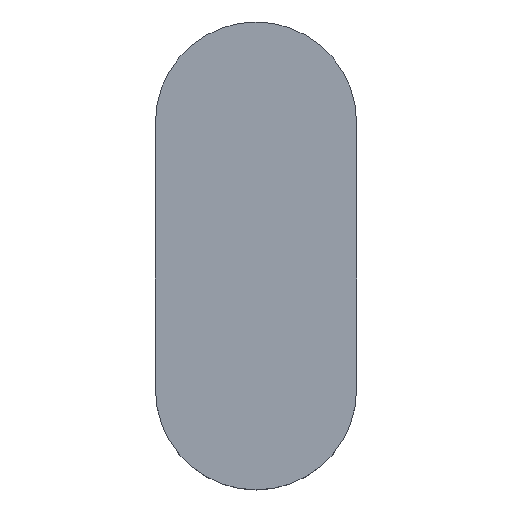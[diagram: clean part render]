
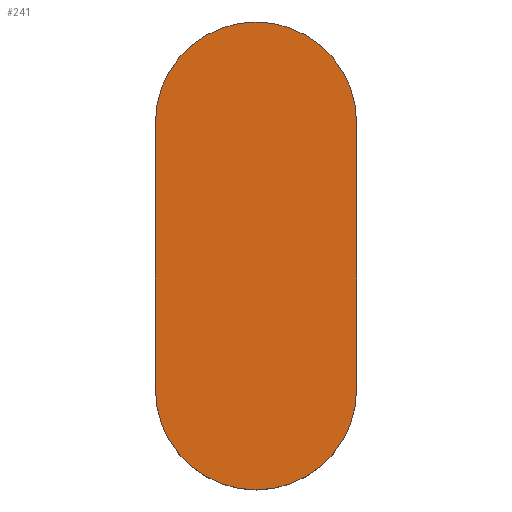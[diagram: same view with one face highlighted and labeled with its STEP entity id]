
A CAD part, top view. The second image highlights one B-rep face of the part: STEP entity #241.
In plain terms, the highlighted planar face has unit normal (0, 0, 1).
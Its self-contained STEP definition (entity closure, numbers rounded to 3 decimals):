
#21=PLANE('',#272);
#35=LINE('',#401,#53);
#39=LINE('',#413,#57);
#53=VECTOR('',#328,10.);
#57=VECTOR('',#340,10.);
#78=FACE_OUTER_BOUND('',#93,.T.);
#93=EDGE_LOOP('',(#214,#215,#216,#217));
#107=CIRCLE('',#267,2.);
#109=CIRCLE('',#271,2.);
#124=VERTEX_POINT('',#398);
#125=VERTEX_POINT('',#400);
#127=VERTEX_POINT('',#406);
#129=VERTEX_POINT('',#412);
#152=EDGE_CURVE('',#125,#124,#35,.T.);
#155=EDGE_CURVE('',#127,#125,#107,.T.);
#158=EDGE_CURVE('',#129,#127,#39,.T.);
#161=EDGE_CURVE('',#124,#129,#109,.T.);
#214=ORIENTED_EDGE('',*,*,#161,.T.);
#215=ORIENTED_EDGE('',*,*,#158,.T.);
#216=ORIENTED_EDGE('',*,*,#155,.T.);
#217=ORIENTED_EDGE('',*,*,#152,.T.);
#241=ADVANCED_FACE('',(#78),#21,.T.);
#267=AXIS2_PLACEMENT_3D('',#407,#334,#335);
#271=AXIS2_PLACEMENT_3D('',#417,#346,#347);
#272=AXIS2_PLACEMENT_3D('',#418,#348,#349);
#328=DIRECTION('',(0.,1.,0.));
#334=DIRECTION('center_axis',(0.,0.,1.));
#335=DIRECTION('ref_axis',(-1.,0.,0.));
#340=DIRECTION('',(0.,-1.,0.));
#346=DIRECTION('center_axis',(0.,0.,1.));
#347=DIRECTION('ref_axis',(1.,0.,0.));
#348=DIRECTION('center_axis',(0.,0.,1.));
#349=DIRECTION('ref_axis',(-1.,0.,0.));
#398=CARTESIAN_POINT('',(30.,18.65,1.85));
#400=CARTESIAN_POINT('',(30.,13.35,1.85));
#401=CARTESIAN_POINT('',(30.,13.35,1.85));
#406=CARTESIAN_POINT('',(26.,13.35,1.85));
#407=CARTESIAN_POINT('Origin',(28.,13.35,1.85));
#412=CARTESIAN_POINT('',(26.,18.65,1.85));
#413=CARTESIAN_POINT('',(26.,18.65,1.85));
#417=CARTESIAN_POINT('Origin',(28.,18.65,1.85));
#418=CARTESIAN_POINT('Origin',(28.,16.,1.85));
